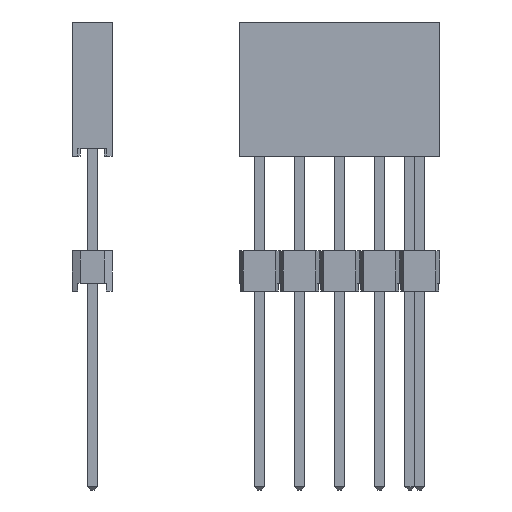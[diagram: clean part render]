
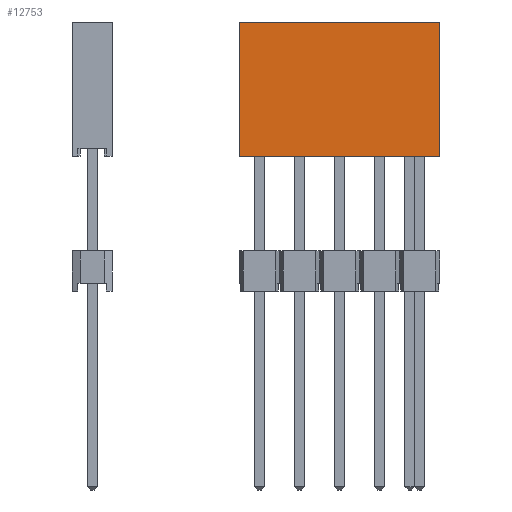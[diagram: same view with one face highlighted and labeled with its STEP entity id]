
A CAD part, front view. The second image highlights one B-rep face of the part: STEP entity #12753.
In plain terms, the highlighted planar face has unit normal (0, -1, 0).
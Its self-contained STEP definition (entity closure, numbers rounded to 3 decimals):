
#515=FACE_OUTER_BOUND('',#1190,.T.);
#1190=EDGE_LOOP('',(#9062,#9063,#9064,#9065));
#1812=LINE('',#17208,#3608);
#2183=LINE('',#17956,#3979);
#2199=LINE('',#17989,#3995);
#2200=LINE('',#17990,#3996);
#3608=VECTOR('',#14039,10.);
#3979=VECTOR('',#14680,10.);
#3995=VECTOR('',#14710,10.);
#3996=VECTOR('',#14711,10.);
#5396=VERTEX_POINT('',#17205);
#5397=VERTEX_POINT('',#17207);
#5639=VERTEX_POINT('',#17955);
#5649=VERTEX_POINT('',#17988);
#6576=EDGE_CURVE('',#5397,#5396,#1812,.T.);
#6947=EDGE_CURVE('',#5397,#5639,#2183,.T.);
#6963=EDGE_CURVE('',#5649,#5396,#2199,.T.);
#6964=EDGE_CURVE('',#5639,#5649,#2200,.T.);
#9062=ORIENTED_EDGE('',*,*,#6963,.F.);
#9063=ORIENTED_EDGE('',*,*,#6964,.F.);
#9064=ORIENTED_EDGE('',*,*,#6947,.F.);
#9065=ORIENTED_EDGE('',*,*,#6576,.T.);
#12083=PLANE('',#13451);
#12753=ADVANCED_FACE('',(#515),#12083,.T.);
#13451=AXIS2_PLACEMENT_3D('',#17987,#14708,#14709);
#14039=DIRECTION('',(0.,0.,1.));
#14680=DIRECTION('',(-1.,0.,0.));
#14708=DIRECTION('center_axis',(0.,-1.,0.));
#14709=DIRECTION('ref_axis',(1.,0.,0.));
#14710=DIRECTION('',(1.,0.,0.));
#14711=DIRECTION('',(0.,0.,1.));
#17205=CARTESIAN_POINT('',(11.43,-1.27,17.04));
#17207=CARTESIAN_POINT('',(11.43,-1.27,8.54));
#17208=CARTESIAN_POINT('',(11.43,-1.27,9.04));
#17955=CARTESIAN_POINT('',(-1.27,-1.27,8.54));
#17956=CARTESIAN_POINT('',(9.525,-1.27,8.54));
#17987=CARTESIAN_POINT('Origin',(-1.27,-1.27,9.04));
#17988=CARTESIAN_POINT('',(-1.27,-1.27,17.04));
#17989=CARTESIAN_POINT('',(-0.635,-1.27,17.04));
#17990=CARTESIAN_POINT('',(-1.27,-1.27,9.04));
